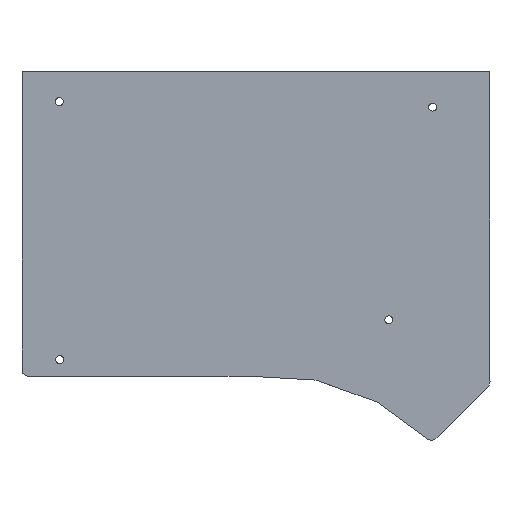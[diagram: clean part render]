
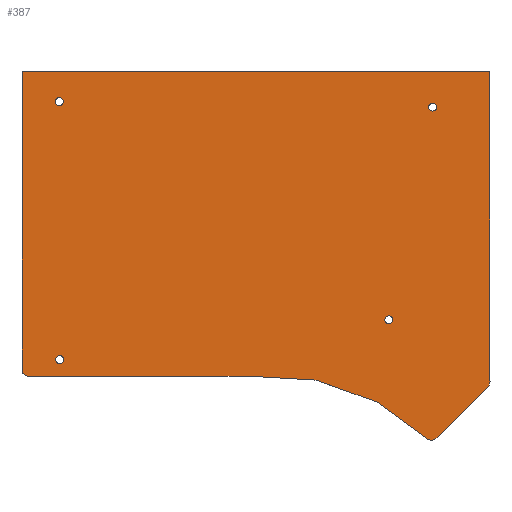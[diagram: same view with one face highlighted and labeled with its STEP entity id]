
A CAD part, top view. The second image highlights one B-rep face of the part: STEP entity #387.
In plain terms, the highlighted planar face has unit normal (0, 0, 1).
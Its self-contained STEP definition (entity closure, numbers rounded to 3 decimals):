
#32=CARTESIAN_POINT('',(101.769,-76.407,-4.98));
#33=VERTEX_POINT('',#32);
#42=CARTESIAN_POINT('',(102.869,-76.407,-4.98));
#43=DIRECTION('',(-0.,0.,-1.));
#44=DIRECTION('',(-1.,0.,0.));
#45=AXIS2_PLACEMENT_3D('',#42,#43,#44);
#46=CIRCLE('',#45,1.1);
#47=EDGE_CURVE('',#33,#33,#46,.T.);
#74=CARTESIAN_POINT('',(113.872,-17.5,-4.98));
#75=VERTEX_POINT('',#74);
#84=CARTESIAN_POINT('',(114.972,-17.5,-4.98));
#85=DIRECTION('',(0.,-0.,1.));
#86=DIRECTION('',(-1.,0.,0.));
#87=AXIS2_PLACEMENT_3D('',#84,#85,#86);
#88=CIRCLE('',#87,1.1);
#89=EDGE_CURVE('',#75,#75,#88,.T.);
#116=CARTESIAN_POINT('',(10.651,-87.402,-4.98));
#117=VERTEX_POINT('',#116);
#126=CARTESIAN_POINT('',(11.751,-87.402,-4.98));
#127=DIRECTION('',(0.,-0.,1.));
#128=DIRECTION('',(-1.,0.,0.));
#129=AXIS2_PLACEMENT_3D('',#126,#127,#128);
#130=CIRCLE('',#129,1.1);
#131=EDGE_CURVE('',#117,#117,#130,.T.);
#158=CARTESIAN_POINT('',(10.544,-16.,-4.98));
#159=VERTEX_POINT('',#158);
#168=CARTESIAN_POINT('',(11.644,-16.,-4.98));
#169=DIRECTION('',(0.,-0.,1.));
#170=DIRECTION('',(-1.,0.,0.));
#171=AXIS2_PLACEMENT_3D('',#168,#169,#170);
#172=CIRCLE('',#171,1.1);
#173=EDGE_CURVE('',#159,#159,#172,.T.);
#195=CARTESIAN_POINT('',(285.144,0.,-4.98));
#196=DIRECTION('',(-0.,0.,-1.));
#197=DIRECTION('',(1.,0.,-0.));
#198=AXIS2_PLACEMENT_3D('',#195,#196,#197);
#199=PLANE('',#198);
#200=ORIENTED_EDGE('',*,*,#47,.T.);
#201=EDGE_LOOP('',(#200));
#202=FACE_BOUND('',#201,.T.);
#203=ORIENTED_EDGE('',*,*,#173,.F.);
#204=EDGE_LOOP('',(#203));
#205=FACE_BOUND('',#204,.T.);
#206=ORIENTED_EDGE('',*,*,#89,.F.);
#207=EDGE_LOOP('',(#206));
#208=FACE_BOUND('',#207,.T.);
#209=ORIENTED_EDGE('',*,*,#131,.F.);
#210=EDGE_LOOP('',(#209));
#211=FACE_BOUND('',#210,.T.);
#212=CARTESIAN_POINT('',(1.324,-8.016,-4.98));
#213=VERTEX_POINT('',#212);
#214=CARTESIAN_POINT('',(1.324,-80.071,-4.98));
#215=VERTEX_POINT('',#214);
#216=CARTESIAN_POINT('',(1.324,-8.016,-4.98));
#217=DIRECTION('',(0.,-1.,-0.));
#218=VECTOR('',#217,72.055);
#219=LINE('',#216,#218);
#220=EDGE_CURVE('',#213,#215,#219,.T.);
#221=ORIENTED_EDGE('',*,*,#220,.T.);
#222=CARTESIAN_POINT('',(1.322,-83.038,-4.98));
#223=VERTEX_POINT('',#222);
#224=CARTESIAN_POINT('',(1.324,-80.071,-4.98));
#225=DIRECTION('',(-0.001,-1.,0.));
#226=VECTOR('',#225,2.967);
#227=LINE('',#224,#226);
#228=EDGE_CURVE('',#215,#223,#227,.T.);
#229=ORIENTED_EDGE('',*,*,#228,.T.);
#230=CARTESIAN_POINT('',(1.322,-90.189,-4.98));
#231=VERTEX_POINT('',#230);
#232=CARTESIAN_POINT('',(1.322,-83.038,-4.98));
#233=DIRECTION('',(0.,-1.,-0.));
#234=VECTOR('',#233,7.151);
#235=LINE('',#232,#234);
#236=EDGE_CURVE('',#223,#231,#235,.T.);
#237=ORIENTED_EDGE('',*,*,#236,.T.);
#238=CARTESIAN_POINT('',(3.183,-92.05,-4.98));
#239=VERTEX_POINT('',#238);
#240=CARTESIAN_POINT('',(3.183,-90.189,-4.98));
#241=DIRECTION('',(0.,0.,1.));
#242=DIRECTION('',(1.,0.,-0.));
#243=AXIS2_PLACEMENT_3D('',#240,#241,#242);
#244=CIRCLE('',#243,1.861);
#245=EDGE_CURVE('',#231,#239,#244,.T.);
#246=ORIENTED_EDGE('',*,*,#245,.T.);
#247=CARTESIAN_POINT('',(64.998,-92.05,-4.98));
#248=VERTEX_POINT('',#247);
#249=CARTESIAN_POINT('',(3.183,-92.05,-4.98));
#250=DIRECTION('',(1.,0.,-0.));
#251=VECTOR('',#250,61.816);
#252=LINE('',#249,#251);
#253=EDGE_CURVE('',#239,#248,#252,.T.);
#254=ORIENTED_EDGE('',*,*,#253,.T.);
#255=CARTESIAN_POINT('',(82.382,-93.062,-4.98));
#256=VERTEX_POINT('',#255);
#257=CARTESIAN_POINT('',(64.998,-92.05,-4.98));
#258=DIRECTION('',(0.998,-0.058,-0.));
#259=VECTOR('',#258,17.413);
#260=LINE('',#257,#259);
#261=EDGE_CURVE('',#248,#256,#260,.T.);
#262=ORIENTED_EDGE('',*,*,#261,.T.);
#263=CARTESIAN_POINT('',(82.743,-93.114,-4.98));
#264=VERTEX_POINT('',#263);
#265=CARTESIAN_POINT('',(82.382,-93.062,-4.98));
#266=DIRECTION('',(0.99,-0.142,-0.));
#267=VECTOR('',#266,0.365);
#268=LINE('',#265,#267);
#269=EDGE_CURVE('',#256,#264,#268,.T.);
#270=ORIENTED_EDGE('',*,*,#269,.T.);
#271=CARTESIAN_POINT('',(83.097,-93.202,-4.98));
#272=VERTEX_POINT('',#271);
#273=CARTESIAN_POINT('',(82.743,-93.114,-4.98));
#274=DIRECTION('',(0.97,-0.242,-0.));
#275=VECTOR('',#274,0.365);
#276=LINE('',#273,#275);
#277=EDGE_CURVE('',#264,#272,#276,.T.);
#278=ORIENTED_EDGE('',*,*,#277,.T.);
#279=CARTESIAN_POINT('',(83.443,-93.327,-4.98));
#280=VERTEX_POINT('',#279);
#281=CARTESIAN_POINT('',(83.097,-93.202,-4.98));
#282=DIRECTION('',(0.941,-0.34,-0.));
#283=VECTOR('',#282,0.367);
#284=LINE('',#281,#283);
#285=EDGE_CURVE('',#272,#280,#284,.T.);
#286=ORIENTED_EDGE('',*,*,#285,.T.);
#287=CARTESIAN_POINT('',(99.644,-99.195,-4.98));
#288=VERTEX_POINT('',#287);
#289=CARTESIAN_POINT('',(83.443,-93.327,-4.98));
#290=DIRECTION('',(0.94,-0.341,-0.));
#291=VECTOR('',#290,17.231);
#292=LINE('',#289,#291);
#293=EDGE_CURVE('',#280,#288,#292,.T.);
#294=ORIENTED_EDGE('',*,*,#293,.T.);
#295=CARTESIAN_POINT('',(113.664,-109.4,-4.98));
#296=VERTEX_POINT('',#295);
#297=CARTESIAN_POINT('',(99.644,-99.195,-4.98));
#298=DIRECTION('',(0.809,-0.588,-0.));
#299=VECTOR('',#298,17.341);
#300=LINE('',#297,#299);
#301=EDGE_CURVE('',#288,#296,#300,.T.);
#302=ORIENTED_EDGE('',*,*,#301,.T.);
#303=CARTESIAN_POINT('',(113.911,-109.553,-4.98));
#304=VERTEX_POINT('',#303);
#305=CARTESIAN_POINT('',(113.664,-109.4,-4.98));
#306=DIRECTION('',(0.849,-0.529,-0.));
#307=VECTOR('',#306,0.291);
#308=LINE('',#305,#307);
#309=EDGE_CURVE('',#296,#304,#308,.T.);
#310=ORIENTED_EDGE('',*,*,#309,.T.);
#311=CARTESIAN_POINT('',(114.112,-109.642,-4.98));
#312=VERTEX_POINT('',#311);
#313=CARTESIAN_POINT('',(113.911,-109.553,-4.98));
#314=DIRECTION('',(0.915,-0.402,-0.));
#315=VECTOR('',#314,0.22);
#316=LINE('',#313,#315);
#317=EDGE_CURVE('',#304,#312,#316,.T.);
#318=ORIENTED_EDGE('',*,*,#317,.T.);
#319=CARTESIAN_POINT('',(115.765,-109.378,-4.98));
#320=VERTEX_POINT('',#319);
#321=CARTESIAN_POINT('',(114.701,-108.018,-4.98));
#322=DIRECTION('',(0.,0.,1.));
#323=DIRECTION('',(1.,0.,-0.));
#324=AXIS2_PLACEMENT_3D('',#321,#322,#323);
#325=CIRCLE('',#324,1.727);
#326=EDGE_CURVE('',#312,#320,#325,.T.);
#327=ORIENTED_EDGE('',*,*,#326,.T.);
#328=CARTESIAN_POINT('',(116.285,-108.878,-4.98));
#329=VERTEX_POINT('',#328);
#330=CARTESIAN_POINT('',(115.765,-109.378,-4.98));
#331=DIRECTION('',(0.721,0.693,-0.));
#332=VECTOR('',#331,0.722);
#333=LINE('',#330,#332);
#334=EDGE_CURVE('',#320,#329,#333,.T.);
#335=ORIENTED_EDGE('',*,*,#334,.T.);
#336=CARTESIAN_POINT('',(130.18,-95.063,-4.98));
#337=VERTEX_POINT('',#336);
#338=CARTESIAN_POINT('',(116.285,-108.878,-4.98));
#339=DIRECTION('',(0.709,0.705,-0.));
#340=VECTOR('',#339,19.594);
#341=LINE('',#338,#340);
#342=EDGE_CURVE('',#329,#337,#341,.T.);
#343=ORIENTED_EDGE('',*,*,#342,.T.);
#344=CARTESIAN_POINT('',(130.872,-93.4,-4.98));
#345=VERTEX_POINT('',#344);
#346=CARTESIAN_POINT('',(128.527,-93.4,-4.98));
#347=DIRECTION('',(0.,0.,1.));
#348=DIRECTION('',(1.,0.,-0.));
#349=AXIS2_PLACEMENT_3D('',#346,#347,#348);
#350=CIRCLE('',#349,2.345);
#351=EDGE_CURVE('',#337,#345,#350,.T.);
#352=ORIENTED_EDGE('',*,*,#351,.T.);
#353=CARTESIAN_POINT('',(130.872,-8.016,-4.98));
#354=VERTEX_POINT('',#353);
#355=CARTESIAN_POINT('',(130.872,-93.4,-4.98));
#356=DIRECTION('',(0.,1.,0.));
#357=VECTOR('',#356,85.384);
#358=LINE('',#355,#357);
#359=EDGE_CURVE('',#345,#354,#358,.T.);
#360=ORIENTED_EDGE('',*,*,#359,.T.);
#361=CARTESIAN_POINT('',(130.572,-7.716,-4.98));
#362=VERTEX_POINT('',#361);
#363=CARTESIAN_POINT('',(130.572,-8.016,-4.98));
#364=DIRECTION('',(0.,0.,1.));
#365=DIRECTION('',(1.,0.,-0.));
#366=AXIS2_PLACEMENT_3D('',#363,#364,#365);
#367=CIRCLE('',#366,0.3);
#368=EDGE_CURVE('',#354,#362,#367,.T.);
#369=ORIENTED_EDGE('',*,*,#368,.T.);
#370=CARTESIAN_POINT('',(1.624,-7.716,-4.98));
#371=VERTEX_POINT('',#370);
#372=CARTESIAN_POINT('',(130.572,-7.716,-4.98));
#373=DIRECTION('',(-1.,0.,0.));
#374=VECTOR('',#373,128.948);
#375=LINE('',#372,#374);
#376=EDGE_CURVE('',#362,#371,#375,.T.);
#377=ORIENTED_EDGE('',*,*,#376,.T.);
#378=CARTESIAN_POINT('',(1.624,-8.016,-4.98));
#379=DIRECTION('',(0.,0.,1.));
#380=DIRECTION('',(1.,0.,-0.));
#381=AXIS2_PLACEMENT_3D('',#378,#379,#380);
#382=CIRCLE('',#381,0.3);
#383=EDGE_CURVE('',#371,#213,#382,.T.);
#384=ORIENTED_EDGE('',*,*,#383,.T.);
#385=EDGE_LOOP('',(#221,#229,#237,#246,#254,#262,#270,#278,#286,#294,#302,#310,#318,#327,#335,#343,#352,#360,#369,#377,#384));
#386=FACE_BOUND('',#385,.T.);
#387=ADVANCED_FACE('',(#202,#205,#208,#211,#386),#199,.F.);
